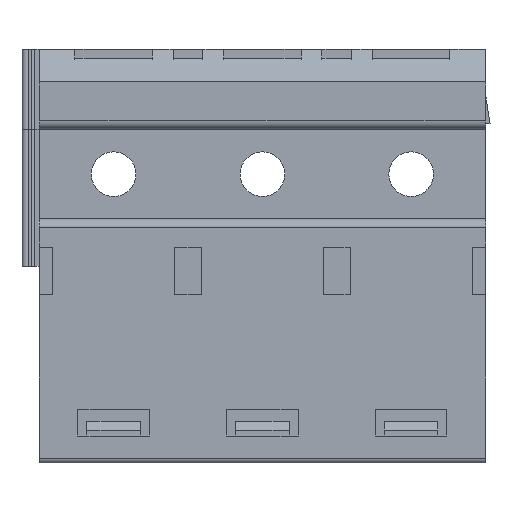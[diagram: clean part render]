
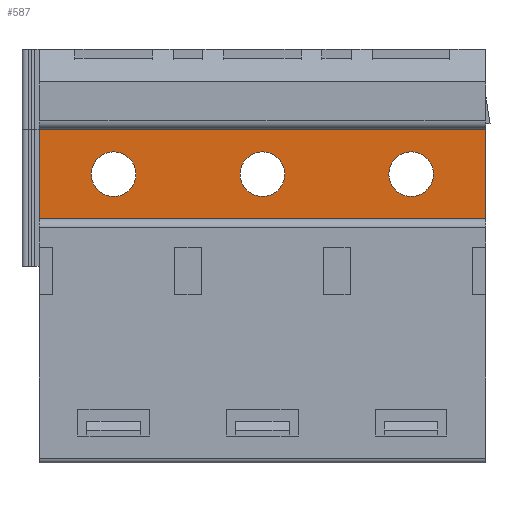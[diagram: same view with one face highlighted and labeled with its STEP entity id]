
A CAD part, front view. The second image highlights one B-rep face of the part: STEP entity #587.
In plain terms, the highlighted planar face has unit normal (0, -1, 0).
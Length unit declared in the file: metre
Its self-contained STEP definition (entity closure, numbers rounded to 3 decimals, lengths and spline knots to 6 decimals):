
#587=ADVANCED_FACE('',(#1476,#1477,#1478,#1479),#1480,.T.);
#1476=FACE_OUTER_BOUND('',#2666,.T.);
#1477=FACE_BOUND('',#2667,.T.);
#1478=FACE_BOUND('',#2668,.T.);
#1479=FACE_BOUND('',#2669,.T.);
#1480=PLANE('',#2670);
#2666=EDGE_LOOP('',(#4645,#4646,#4647,#4648,#4649));
#2667=EDGE_LOOP('',(#4650));
#2668=EDGE_LOOP('',(#4651));
#2669=EDGE_LOOP('',(#4652));
#2670=AXIS2_PLACEMENT_3D('',#4653,#4654,#4655);
#4645=ORIENTED_EDGE('',*,*,#7575,.T.);
#4646=ORIENTED_EDGE('',*,*,#7576,.F.);
#4647=ORIENTED_EDGE('',*,*,#7577,.T.);
#4648=ORIENTED_EDGE('',*,*,#7578,.T.);
#4649=ORIENTED_EDGE('',*,*,#7255,.T.);
#4650=ORIENTED_EDGE('',*,*,#7057,.F.);
#4651=ORIENTED_EDGE('',*,*,#7579,.F.);
#4652=ORIENTED_EDGE('',*,*,#7580,.F.);
#4653=CARTESIAN_POINT('',(14.210107,11.733671,-0.178508));
#4654=DIRECTION('',(0.,-1.0,0.));
#4655=DIRECTION('',(0.0,0.,-1.0));
#7057=EDGE_CURVE('',#8489,#8489,#8490,.T.);
#7255=EDGE_CURVE('',#8800,#8798,#8801,.T.);
#7575=EDGE_CURVE('',#8798,#9358,#9359,.T.);
#7576=EDGE_CURVE('',#9360,#9358,#9361,.T.);
#7577=EDGE_CURVE('',#9360,#9362,#9363,.T.);
#7578=EDGE_CURVE('',#9362,#8800,#9364,.T.);
#7579=EDGE_CURVE('',#9365,#9365,#9366,.T.);
#7580=EDGE_CURVE('',#9367,#9367,#9368,.T.);
#8489=VERTEX_POINT('',#10619);
#8490=CIRCLE('',#10620,0.00075);
#8798=VERTEX_POINT('',#11047);
#8800=VERTEX_POINT('',#11050);
#8801=LINE('',#11051,#11052);
#9358=VERTEX_POINT('',#11873);
#9359=LINE('',#11874,#11875);
#9360=VERTEX_POINT('',#11876);
#9361=LINE('',#11877,#11878);
#9362=VERTEX_POINT('',#11879);
#9363=LINE('',#11880,#11881);
#9364=LINE('',#11882,#11883);
#9365=VERTEX_POINT('',#11884);
#9366=CIRCLE('',#11885,0.00075);
#9367=VERTEX_POINT('',#11886);
#9368=CIRCLE('',#11887,0.00075);
#10619=CARTESIAN_POINT('',(14.203357,11.733671,-0.177008));
#10620=AXIS2_PLACEMENT_3D('',#13394,#13395,#13396);
#11047=CARTESIAN_POINT('',(14.200107,11.733671,-0.178508));
#11050=CARTESIAN_POINT('',(14.200107,11.733671,-0.175508));
#11051=CARTESIAN_POINT('',(14.200107,11.733671,-0.178508));
#11052=VECTOR('',#13600,1.0);
#11873=CARTESIAN_POINT('',(14.215107,11.733671,-0.178508));
#11874=CARTESIAN_POINT('',(14.210107,11.733671,-0.178508));
#11875=VECTOR('',#13958,1.0);
#11876=CARTESIAN_POINT('',(14.215107,11.733671,-0.175508));
#11877=CARTESIAN_POINT('',(14.215107,11.733671,-0.178508));
#11878=VECTOR('',#13959,1.0);
#11879=CARTESIAN_POINT('',(14.214487,11.733671,-0.175508));
#11880=CARTESIAN_POINT('',(14.200107,11.733671,-0.175508));
#11881=VECTOR('',#13960,1.0);
#11882=CARTESIAN_POINT('',(14.210107,11.733671,-0.175508));
#11883=VECTOR('',#13961,1.0);
#11884=CARTESIAN_POINT('',(14.208357,11.733671,-0.177008));
#11885=AXIS2_PLACEMENT_3D('',#13962,#13963,#13964);
#11886=CARTESIAN_POINT('',(14.213357,11.733671,-0.177008));
#11887=AXIS2_PLACEMENT_3D('',#13965,#13966,#13967);
#13394=CARTESIAN_POINT('',(14.202607,11.733671,-0.177008));
#13395=DIRECTION('',(0.,-1.0,0.));
#13396=DIRECTION('',(1.0,0.,0.0));
#13600=DIRECTION('',(0.,0.,-1.0));
#13958=DIRECTION('',(1.0,0.,0.));
#13959=DIRECTION('',(0.,0.,-1.0));
#13960=DIRECTION('',(-1.0,0.,0.));
#13961=DIRECTION('',(-1.0,0.,0.));
#13962=CARTESIAN_POINT('',(14.207607,11.733671,-0.177008));
#13963=DIRECTION('',(0.,-1.0,0.));
#13964=DIRECTION('',(1.0,0.,0.0));
#13965=CARTESIAN_POINT('',(14.212607,11.733671,-0.177008));
#13966=DIRECTION('',(0.,-1.0,0.));
#13967=DIRECTION('',(1.0,0.,0.0));
